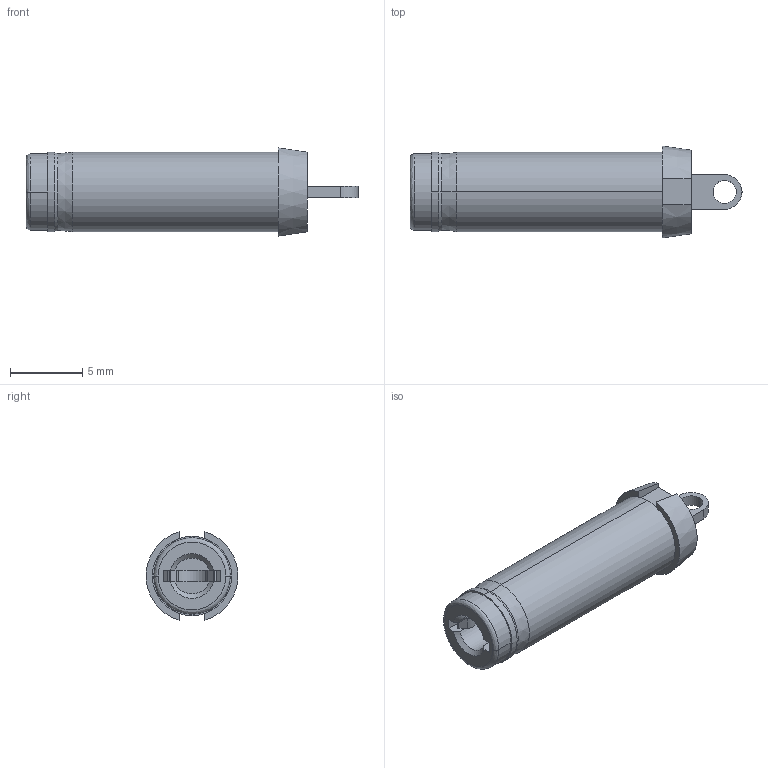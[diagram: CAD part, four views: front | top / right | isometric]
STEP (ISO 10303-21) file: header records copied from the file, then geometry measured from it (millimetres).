
FILE_DESCRIPTION (( 'STEP AP203' ), '1' );
FILE_NAME ('50-00542_revA.STEP', '2016-10-27T22:39:07', ( '' ), ( '' ), 'SwSTEP 2.0', 'SolidWorks 2015', '' );
FILE_SCHEMA (( 'CONFIG_CONTROL_DESIGN' ));
Length unit declared in the file: millimetre
Products named in the file (4): 014_1; 1N00_1; 5525TV_1; 50-00542_revA
Assembly tree (3 placements, depth 2):
  50-00542_revA
    5525TV_1
    1N00_1
    014_1
Bounding box: 23.02 x 6.36 x 6.12 mm (x, y, z)
Volume: 403.8 mm3; surface area: 1254.3 mm2
Topology: 3 solids, 3 shells, 93 faces, 246 edges, 160 vertices
Faces by surface type: plane 45, cylinder 38, cone 8, bspline 2
Entity records: 3350 total; most frequent: CARTESIAN_POINT 565, DIRECTION 520, ORIENTED_EDGE 492, EDGE_CURVE 246, AXIS2_PLACEMENT_3D 187, VERTEX_POINT 160, LINE 146, VECTOR 146
